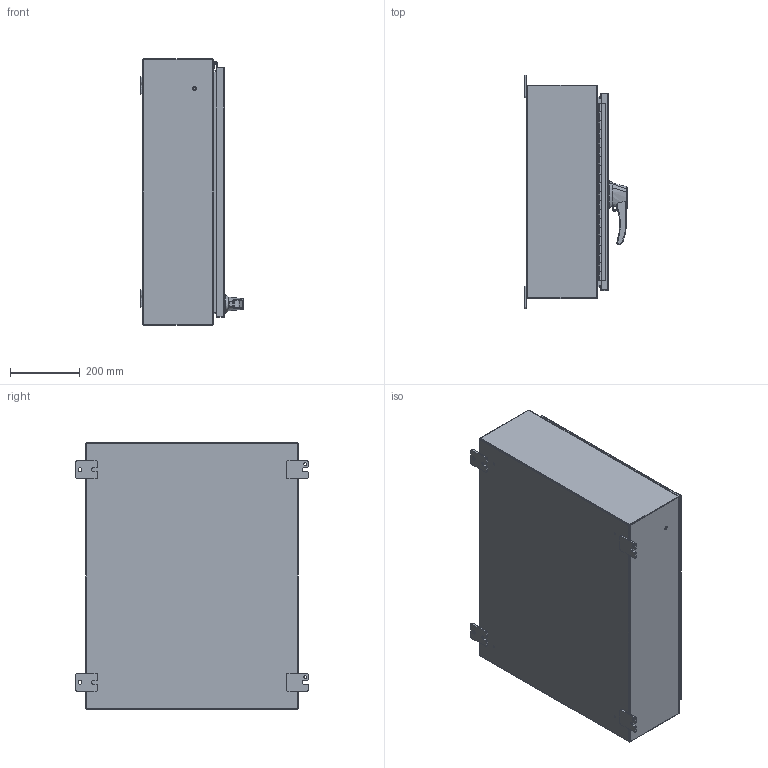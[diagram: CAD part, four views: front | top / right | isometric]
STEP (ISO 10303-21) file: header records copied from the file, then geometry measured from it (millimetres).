
FILE_DESCRIPTION (( 'STEP AP214' ), '1' );
FILE_NAME ('HW24308GYHK.STEP', '2019-08-22T11:27:35', ( '' ), ( '' ), 'SwSTEP 2.0', 'SolidWorks 2018', '' );
FILE_SCHEMA (( 'AUTOMOTIVE_DESIGN' ));
Length unit declared in the file: inch
Products named in the file (1): HW24308GYHK
Bounding box: 292.4 x 666.75 x 762 mm (x, y, z)
Volume: 3592034.5 mm3; surface area: 3605914.7 mm2
Topology: 53 solids, 53 shells, 1498 faces, 3691 edges, 2352 vertices
Faces by surface type: plane 760, cylinder 554, bspline 127, cone 57
Entity records: 76737 total; most frequent: CARTESIAN_POINT 23048, ORIENTED_EDGE 7374, DIRECTION 6839, EDGE_CURVE 3687, VERTEX_POINT 2352, AXIS2_PLACEMENT_3D 2327, LINE 2185, VECTOR 2185
